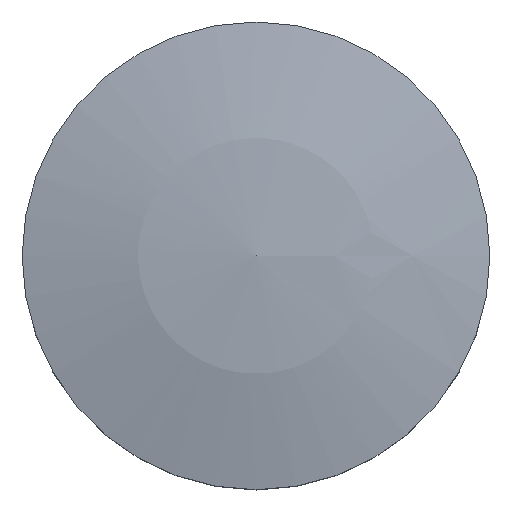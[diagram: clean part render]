
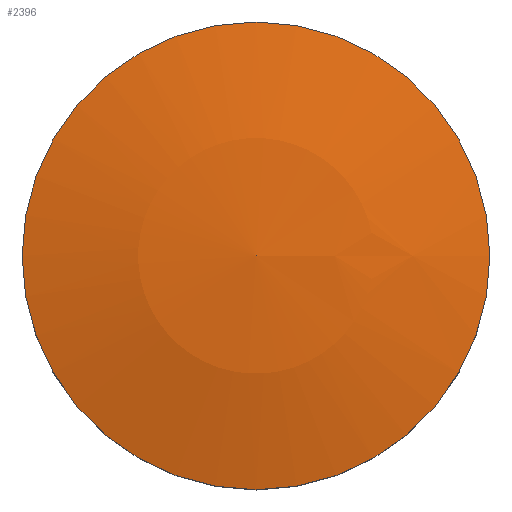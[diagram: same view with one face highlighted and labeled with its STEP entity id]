
A CAD part, top view. The second image highlights one B-rep face of the part: STEP entity #2396.
In plain terms, the highlighted spherical face has radius 65 mm.
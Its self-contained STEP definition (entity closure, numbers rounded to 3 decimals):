
#2334 = CYLINDRICAL_SURFACE('',#2335,16.);
#2335 = AXIS2_PLACEMENT_3D('',#2336,#2337,#2338);
#2336 = CARTESIAN_POINT('',(0.,0.,16.));
#2337 = DIRECTION('',(0.,0.,1.));
#2338 = DIRECTION('',(1.,0.,0.));
#2351 = VERTEX_POINT('',#2352);
#2352 = CARTESIAN_POINT('',(16.,0.,25.));
#2371 = EDGE_CURVE('',#2351,#2351,#2372,.T.);
#2372 = SURFACE_CURVE('',#2373,(#2378,#2384),.PCURVE_S1.);
#2373 = CIRCLE('',#2374,16.);
#2374 = AXIS2_PLACEMENT_3D('',#2375,#2376,#2377);
#2375 = CARTESIAN_POINT('',(0.,0.,25.));
#2376 = DIRECTION('',(0.,0.,-1.));
#2377 = DIRECTION('',(1.,0.,0.));
#2378 = PCURVE('',#2334,#2379);
#2379 = DEFINITIONAL_REPRESENTATION('',(#2380),#2383);
#2380 = B_SPLINE_CURVE_WITH_KNOTS('',1,(#2381,#2382),.UNSPECIFIED.,.F.,
  .F.,(2,2),(0.,6.283),.PIECEWISE_BEZIER_KNOTS.);
#2381 = CARTESIAN_POINT('',(0.,9.));
#2382 = CARTESIAN_POINT('',(-6.283,9.));
#2383 = ( GEOMETRIC_REPRESENTATION_CONTEXT(2) 
PARAMETRIC_REPRESENTATION_CONTEXT() REPRESENTATION_CONTEXT('2D SPACE',''
  ) );
#2384 = PCURVE('',#2385,#2390);
#2385 = SPHERICAL_SURFACE('',#2386,65.);
#2386 = AXIS2_PLACEMENT_3D('',#2387,#2388,#2389);
#2387 = CARTESIAN_POINT('',(0.,0.,-38.));
#2388 = DIRECTION('',(0.,0.,1.));
#2389 = DIRECTION('',(1.,0.,0.));
#2390 = DEFINITIONAL_REPRESENTATION('',(#2391),#2394);
#2391 = B_SPLINE_CURVE_WITH_KNOTS('',1,(#2392,#2393),.UNSPECIFIED.,.F.,
  .F.,(2,2),(0.,6.283),.PIECEWISE_BEZIER_KNOTS.);
#2392 = CARTESIAN_POINT('',(0.,1.322));
#2393 = CARTESIAN_POINT('',(-6.283,1.322));
#2394 = ( GEOMETRIC_REPRESENTATION_CONTEXT(2) 
PARAMETRIC_REPRESENTATION_CONTEXT() REPRESENTATION_CONTEXT('2D SPACE',''
  ) );
#2396 = ADVANCED_FACE('',(#2397),#2385,.T.);
#2397 = FACE_BOUND('',#2398,.F.);
#2398 = EDGE_LOOP('',(#2399,#2400,#2422));
#2399 = ORIENTED_EDGE('',*,*,#2371,.T.);
#2400 = ORIENTED_EDGE('',*,*,#2401,.T.);
#2401 = EDGE_CURVE('',#2351,#2402,#2404,.T.);
#2402 = VERTEX_POINT('',#2403);
#2403 = CARTESIAN_POINT('',(0.,0.,27.));
#2404 = SEAM_CURVE('',#2405,(#2410,#2416),.PCURVE_S1.);
#2405 = CIRCLE('',#2406,65.);
#2406 = AXIS2_PLACEMENT_3D('',#2407,#2408,#2409);
#2407 = CARTESIAN_POINT('',(0.,0.,-38.));
#2408 = DIRECTION('',(0.,-1.,0.));
#2409 = DIRECTION('',(1.,0.,0.));
#2410 = PCURVE('',#2385,#2411);
#2411 = DEFINITIONAL_REPRESENTATION('',(#2412),#2415);
#2412 = B_SPLINE_CURVE_WITH_KNOTS('',1,(#2413,#2414),.UNSPECIFIED.,.F.,
  .F.,(2,2),(1.322,1.571),.PIECEWISE_BEZIER_KNOTS.);
#2413 = CARTESIAN_POINT('',(0.,1.322));
#2414 = CARTESIAN_POINT('',(0.,1.571));
#2415 = ( GEOMETRIC_REPRESENTATION_CONTEXT(2) 
PARAMETRIC_REPRESENTATION_CONTEXT() REPRESENTATION_CONTEXT('2D SPACE',''
  ) );
#2416 = PCURVE('',#2385,#2417);
#2417 = DEFINITIONAL_REPRESENTATION('',(#2418),#2421);
#2418 = B_SPLINE_CURVE_WITH_KNOTS('',1,(#2419,#2420),.UNSPECIFIED.,.F.,
  .F.,(2,2),(1.322,1.571),.PIECEWISE_BEZIER_KNOTS.);
#2419 = CARTESIAN_POINT('',(-6.283,1.322));
#2420 = CARTESIAN_POINT('',(-6.283,1.571));
#2421 = ( GEOMETRIC_REPRESENTATION_CONTEXT(2) 
PARAMETRIC_REPRESENTATION_CONTEXT() REPRESENTATION_CONTEXT('2D SPACE',''
  ) );
#2422 = ORIENTED_EDGE('',*,*,#2401,.F.);
